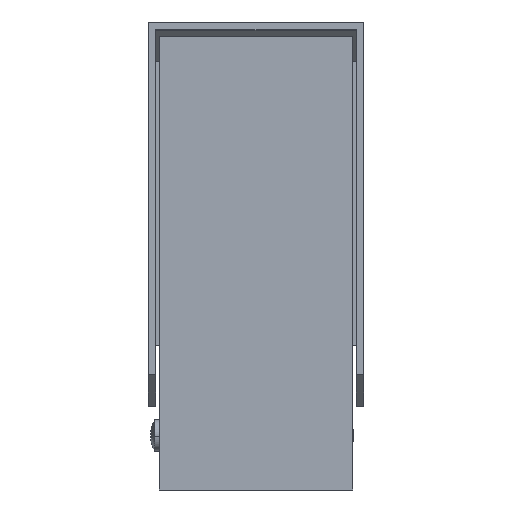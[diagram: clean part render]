
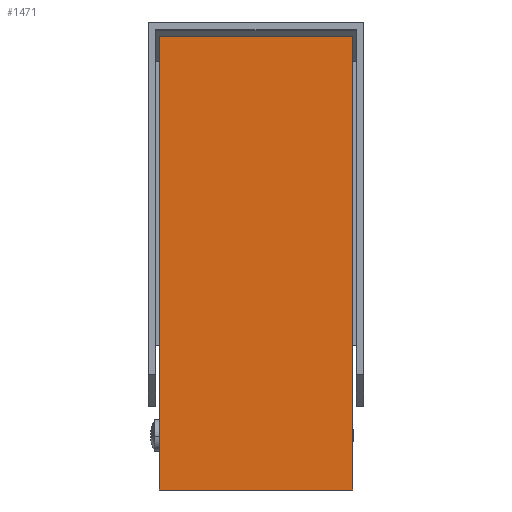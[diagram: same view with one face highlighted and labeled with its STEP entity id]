
A CAD part, front view. The second image highlights one B-rep face of the part: STEP entity #1471.
In plain terms, the highlighted free-form (B-spline) face has degree [1, 1] with [2, 2] control points.
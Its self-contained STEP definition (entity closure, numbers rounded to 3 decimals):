
#1226 = VERTEX_POINT('',#1227);
#1227 = CARTESIAN_POINT('',(48.508,-13.377,
    -20.846));
#1240 = VERTEX_POINT('',#1241);
#1241 = CARTESIAN_POINT('',(116.626,-13.377,
    -20.846));
#1246 = EDGE_CURVE('',#1240,#1226,#1247,.T.);
#1247 = B_SPLINE_CURVE_WITH_KNOTS('',1,(#1248,#1249),.UNSPECIFIED.,.F.,
  .F.,(2,2),(-61.8,-0.),.PIECEWISE_BEZIER_KNOTS.);
#1248 = CARTESIAN_POINT('',(116.626,-13.377,
    -20.846));
#1249 = CARTESIAN_POINT('',(48.508,-13.377,
    -20.846));
#1285 = EDGE_CURVE('',#1226,#1286,#1288,.T.);
#1286 = VERTEX_POINT('',#1287);
#1287 = CARTESIAN_POINT('',(48.508,-13.377,
    138.755));
#1288 = B_SPLINE_CURVE_WITH_KNOTS('',1,(#1289,#1290),.UNSPECIFIED.,.F.,
  .F.,(2,2),(0.,144.8),.PIECEWISE_BEZIER_KNOTS.);
#1289 = CARTESIAN_POINT('',(48.508,-13.377,
    -20.846));
#1290 = CARTESIAN_POINT('',(48.508,-13.377,
    138.755));
#1395 = VERTEX_POINT('',#1396);
#1396 = CARTESIAN_POINT('',(116.626,-13.377,
    138.755));
#1401 = EDGE_CURVE('',#1395,#1240,#1402,.T.);
#1402 = B_SPLINE_CURVE_WITH_KNOTS('',1,(#1403,#1404),.UNSPECIFIED.,.F.,
  .F.,(2,2),(-144.8,-0.),.PIECEWISE_BEZIER_KNOTS.);
#1403 = CARTESIAN_POINT('',(116.626,-13.377,
    138.755));
#1404 = CARTESIAN_POINT('',(116.626,-13.377,
    -20.846));
#1471 = ADVANCED_FACE('',(#1472),#1482,.T.);
#1472 = FACE_BOUND('',#1473,.T.);
#1473 = EDGE_LOOP('',(#1474,#1475,#1476,#1481));
#1474 = ORIENTED_EDGE('',*,*,#1246,.F.);
#1475 = ORIENTED_EDGE('',*,*,#1401,.F.);
#1476 = ORIENTED_EDGE('',*,*,#1477,.F.);
#1477 = EDGE_CURVE('',#1286,#1395,#1478,.T.);
#1478 = B_SPLINE_CURVE_WITH_KNOTS('',1,(#1479,#1480),.UNSPECIFIED.,.F.,
  .F.,(2,2),(0.,61.8),.PIECEWISE_BEZIER_KNOTS.);
#1479 = CARTESIAN_POINT('',(48.508,-13.377,
    138.755));
#1480 = CARTESIAN_POINT('',(116.626,-13.377,
    138.755));
#1481 = ORIENTED_EDGE('',*,*,#1285,.F.);
#1482 = B_SPLINE_SURFACE_WITH_KNOTS('',1,1,(
    (#1483,#1484)
    ,(#1485,#1486
    )),.UNSPECIFIED.,.F.,.F.,.F.,(2,2),(2,2),(-72.4,72.4),(-30.9,30.9),
  .PIECEWISE_BEZIER_KNOTS.);
#1483 = CARTESIAN_POINT('',(48.508,-13.377,
    138.755));
#1484 = CARTESIAN_POINT('',(116.626,-13.377,
    138.755));
#1485 = CARTESIAN_POINT('',(48.508,-13.377,
    -20.846));
#1486 = CARTESIAN_POINT('',(116.626,-13.377,
    -20.846));
